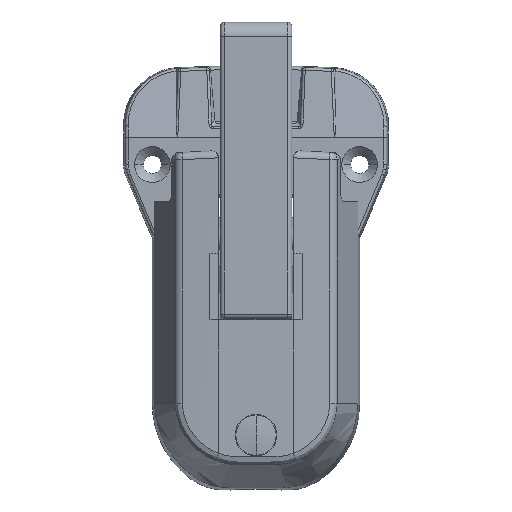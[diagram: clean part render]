
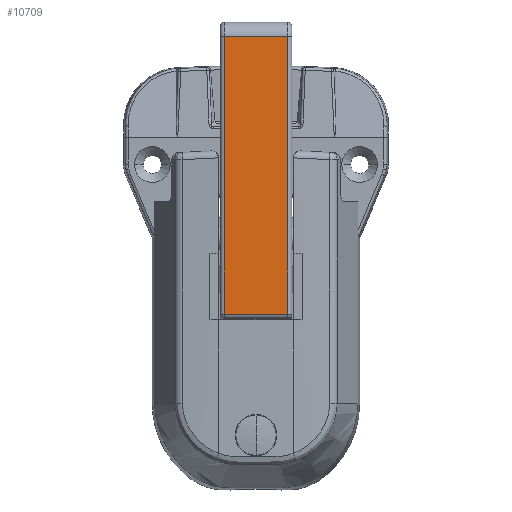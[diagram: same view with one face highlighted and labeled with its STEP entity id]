
A CAD part, top view. The second image highlights one B-rep face of the part: STEP entity #10709.
In plain terms, the highlighted planar face has unit normal (0, 0, 1).
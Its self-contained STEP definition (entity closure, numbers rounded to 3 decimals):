
#450 = VERTEX_POINT ( 'NONE', #9172 ) ;
#947 = CARTESIAN_POINT ( 'NONE',  ( 12.5, -26.458, 9. ) ) ;
#1812 = VECTOR ( 'NONE', #10174, 1000. ) ;
#2657 = EDGE_LOOP ( 'NONE', ( #12332, #11842, #10169, #13867 ) ) ;
#3023 = CARTESIAN_POINT ( 'NONE',  ( 11., 69.886, 9. ) ) ;
#4357 = DIRECTION ( 'NONE',  ( 0., 1., 0. ) ) ;
#4519 = AXIS2_PLACEMENT_3D ( 'NONE', #11275, #16480, #16418 ) ;
#5778 = VECTOR ( 'NONE', #6379, 1000. ) ;
#5838 = VERTEX_POINT ( 'NONE', #8003 ) ;
#5984 = EDGE_CURVE ( 'NONE', #5838, #450, #14789, .T. ) ;
#6379 = DIRECTION ( 'NONE',  ( 1., 0., 0. ) ) ;
#6614 = LINE ( 'NONE', #15221, #15581 ) ;
#8003 = CARTESIAN_POINT ( 'NONE',  ( 11., -26.458, 9. ) ) ;
#8772 = EDGE_CURVE ( 'NONE', #11367, #12365, #6614, .T. ) ;
#8839 = CARTESIAN_POINT ( 'NONE',  ( 12.5, 69.886, 9. ) ) ;
#8877 = EDGE_CURVE ( 'NONE', #450, #11367, #17043, .T. ) ;
#9172 = CARTESIAN_POINT ( 'NONE',  ( 11., 69.886, 9. ) ) ;
#9774 = DIRECTION ( 'NONE',  ( 0., -1., 0. ) ) ;
#10169 = ORIENTED_EDGE ( 'NONE', *, *, #8877, .T. ) ;
#10174 = DIRECTION ( 'NONE',  ( -1., 0., 0. ) ) ;
#10709 = ADVANCED_FACE ( 'NONE', ( #11145 ), #13860, .F. ) ;
#11145 = FACE_OUTER_BOUND ( 'NONE', #2657, .T. ) ;
#11275 = CARTESIAN_POINT ( 'NONE',  ( 12.5, -27.568, 9. ) ) ;
#11367 = VERTEX_POINT ( 'NONE', #16965 ) ;
#11823 = EDGE_CURVE ( 'NONE', #12365, #5838, #12703, .T. ) ;
#11842 = ORIENTED_EDGE ( 'NONE', *, *, #5984, .T. ) ;
#12079 = VECTOR ( 'NONE', #4357, 1000. ) ;
#12332 = ORIENTED_EDGE ( 'NONE', *, *, #11823, .T. ) ;
#12365 = VERTEX_POINT ( 'NONE', #14247 ) ;
#12703 = LINE ( 'NONE', #947, #5778 ) ;
#13860 = PLANE ( 'NONE',  #4519 ) ;
#13867 = ORIENTED_EDGE ( 'NONE', *, *, #8772, .T. ) ;
#14247 = CARTESIAN_POINT ( 'NONE',  ( -11., -26.458, 9. ) ) ;
#14789 = LINE ( 'NONE', #3023, #12079 ) ;
#15221 = CARTESIAN_POINT ( 'NONE',  ( -11., -27.568, 9. ) ) ;
#15581 = VECTOR ( 'NONE', #9774, 1000. ) ;
#16418 = DIRECTION ( 'NONE',  ( 0., 1., 0. ) ) ;
#16480 = DIRECTION ( 'NONE',  ( 0., 0., -1. ) ) ;
#16965 = CARTESIAN_POINT ( 'NONE',  ( -11., 69.886, 9. ) ) ;
#17043 = LINE ( 'NONE', #8839, #1812 ) ;
